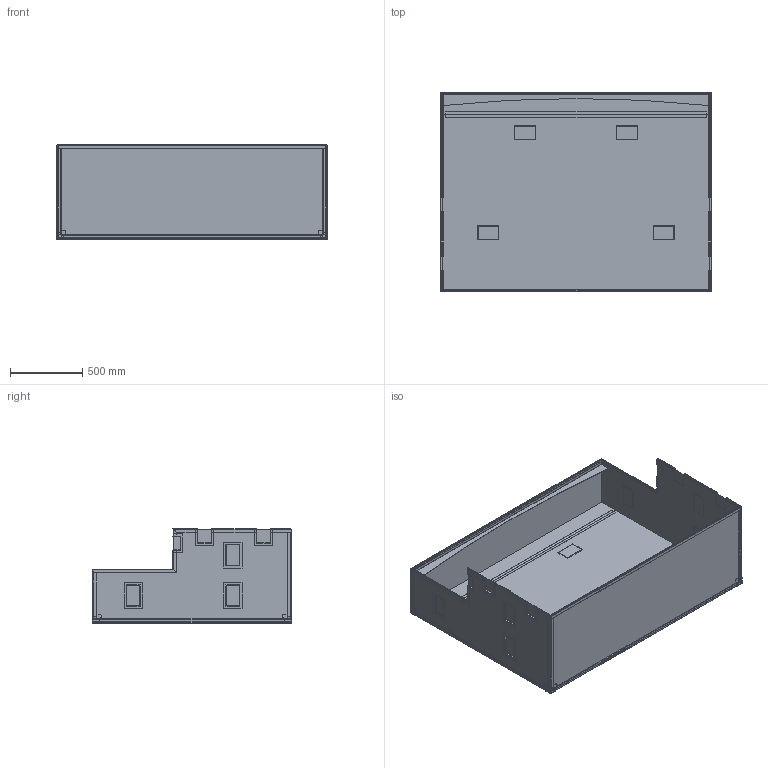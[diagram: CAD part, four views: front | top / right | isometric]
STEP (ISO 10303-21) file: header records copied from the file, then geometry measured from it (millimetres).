
FILE_DESCRIPTION (( 'STEP AP203' ), '1' );
FILE_NAME ('Super Pit Bottom Half.STEP', '2025-04-29T16:00:34', ( '' ), ( '' ), 'SwSTEP 2.0', 'SolidWorks 2024', '' );
FILE_SCHEMA (( 'CONFIG_CONTROL_DESIGN' ));
Length unit declared in the file: inch
Products named in the file (23): Single Angle Extrusion (Edges)_Along Z Top; Single Angle Extrusion (Edges)_Along Y; Plywood Panels_Roof; Super Pit Bottom Half; Tongue Extrusion Alt 2_Along Z Left Bottom Half; Single Angle Extrusion (Edges)_Along X; Plywood Panels_Floor; Tongue Extrusion_Horizontal; Support Structure; Tongue Extrusion_Upper Left Vertical Bottom Half; Corner Bracket; Recessed Latch Bracket - Twist; Tongue Extrusion Alt 3_Upper Right Vertical Bottom Half; Plywood Panels_Lower half Top Back; Single Angle Extrusion (Edges)_Along Z; Plywood Panels_Side Wall; Handle Bracket; Tongue Extrusion Alt 1_Lower Left Vertical Bottom Half; Tongue Extrusion Alt 1_Along Z Right Bottom Half; Plywood Panels_Back Wall; Panel Joiner; Tongue Extrusion_Lower Right Vertical Bottom Half; Recessed Latch Bracket - Hook
Assembly tree (44 placements, depth 2):
  Super Pit Bottom Half
    Plywood Panels_Floor
    Plywood Panels_Back Wall
    Plywood Panels_Side Wall  x2
    Plywood Panels_Lower half Top Back
    Plywood Panels_Roof
    Panel Joiner
    Corner Bracket  x4
    Tongue Extrusion_Horizontal  x2
    Tongue Extrusion_Lower Right Vertical Bottom Half
    Tongue Extrusion Alt 1_Lower Left Vertical Bottom Half
    Tongue Extrusion Alt 1_Along Z Right Bottom Half
    Tongue Extrusion Alt 2_Along Z Left Bottom Half
    Tongue Extrusion Alt 3_Upper Right Vertical Bottom Half
    Tongue Extrusion_Upper Left Vertical Bottom Half
    Single Angle Extrusion (Edges)_Along X  x2
    Single Angle Extrusion (Edges)_Along Y  x2
    Single Angle Extrusion (Edges)_Along Z  x2
    Single Angle Extrusion (Edges)_Along Z Top  x2
    Handle Bracket  x10
    Recessed Latch Bracket - Hook  x2
    Recessed Latch Bracket - Twist  x4
    Support Structure
Bounding box: 1872.77 x 1376.6 x 654.99 mm (x, y, z)
Volume: 69339264.1 mm3; surface area: 14944123 mm2
Topology: 50 solids, 50 shells, 780 faces, 1980 edges, 1320 vertices
Faces by surface type: plane 723, cylinder 57
Entity records: 16287 total; most frequent: CARTESIAN_POINT 2445, ORIENTED_EDGE 2256, DIRECTION 2106, EDGE_CURVE 1128, LINE 1056, VECTOR 1056, VERTEX_POINT 752, AXIS2_PLACEMENT_3D 525
